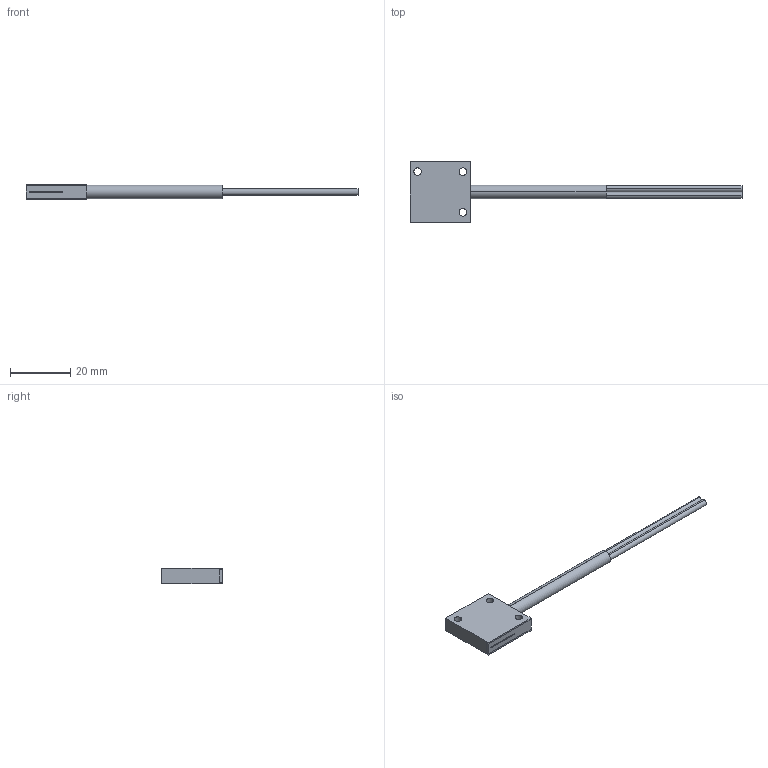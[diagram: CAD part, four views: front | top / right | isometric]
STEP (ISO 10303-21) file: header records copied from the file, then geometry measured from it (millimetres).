
FILE_DESCRIPTION (( 'STEP AP214' ), '1' );
FILE_NAME ('FOACAMPD20MLS_3D.step', '2023-06-16T21:14:30', ( '' ), ( '' ), 'SwSTEP 2.0', 'SolidWorks 2022', '' );
FILE_SCHEMA (( 'AUTOMOTIVE_DESIGN' ));
Length unit declared in the file: millimetre
Products named in the file (1): FOACAMPD20MLS_3D
Bounding box: 110 x 20 x 5 mm (x, y, z)
Volume: 2609.3 mm3; surface area: 3980.4 mm2
Topology: 2 solids, 2 shells, 98 faces, 270 edges, 180 vertices
Faces by surface type: cylinder 78, plane 20
Entity records: 3393 total; most frequent: DIRECTION 624, CARTESIAN_POINT 549, ORIENTED_EDGE 540, EDGE_CURVE 270, AXIS2_PLACEMENT_3D 255, VERTEX_POINT 180, EDGE_LOOP 172, CIRCLE 156
